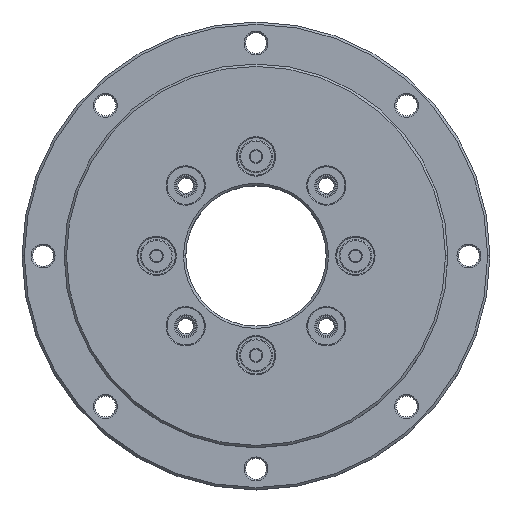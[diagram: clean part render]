
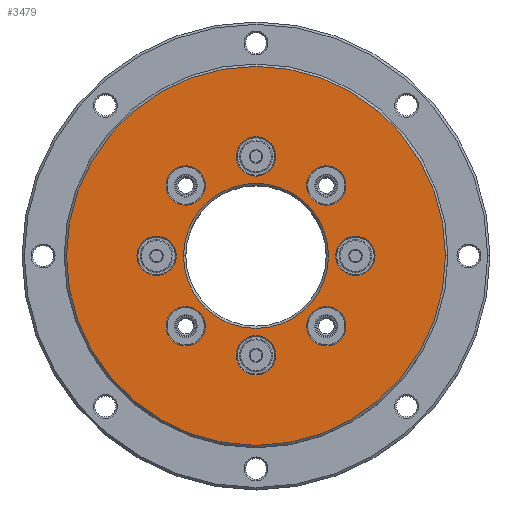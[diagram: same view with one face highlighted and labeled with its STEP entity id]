
A CAD part, top view. The second image highlights one B-rep face of the part: STEP entity #3479.
In plain terms, the highlighted planar face has unit normal (0, 0, 1).
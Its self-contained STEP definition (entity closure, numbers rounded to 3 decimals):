
#1581=VERTEX_POINT('',#4511);
#1595=EDGE_CURVE('',#2381,#3937,#4527,.T.);
#1749=EDGE_CURVE('',#3925,#2877,#4700,.T.);
#1799=VERTEX_POINT('',#4756);
#1931=VERTEX_POINT('',#4908);
#1953=EDGE_CURVE('',#3937,#2381,#4934,.T.);
#2069=EDGE_CURVE('',#3577,#2339,#5063,.T.);
#2131=VERTEX_POINT('',#5131);
#2143=VERTEX_POINT('',#5143);
#2211=EDGE_CURVE('',#1581,#3587,#5219,.T.);
#2259=VERTEX_POINT('',#5275);
#2265=EDGE_CURVE('',#2259,#1799,#5281,.T.);
#2309=EDGE_CURVE('',#3835,#3185,#5332,.T.);
#2339=VERTEX_POINT('',#5363);
#2381=VERTEX_POINT('',#5419);
#2437=VERTEX_POINT('',#5483);
#2535=EDGE_CURVE('',#2339,#3577,#5596,.T.);
#2645=EDGE_CURVE('',#1931,#3373,#5719,.T.);
#2877=VERTEX_POINT('',#5990);
#2893=VERTEX_POINT('',#6007);
#2959=EDGE_CURVE('',#3373,#1931,#6078,.T.);
#2989=EDGE_CURVE('',#3371,#2143,#6110,.T.);
#3023=VERTEX_POINT('',#6148);
#3185=VERTEX_POINT('',#6330);
#3209=EDGE_CURVE('',#2131,#3023,#6356,.T.);
#3287=EDGE_CURVE('',#2877,#3925,#6443,.T.);
#3343=EDGE_CURVE('',#2893,#2437,#6509,.T.);
#3371=VERTEX_POINT('',#6542);
#3373=VERTEX_POINT('',#6544);
#3425=EDGE_CURVE('',#3185,#3835,#6604,.T.);
#3479=ADVANCED_FACE('',(#6664,#6665,#6666,#6667,#6668,#6669,#6670,#6671,#6672,#6673),#6674,.T.);
#3577=VERTEX_POINT('',#6782);
#3587=VERTEX_POINT('',#6792);
#3589=EDGE_CURVE('',#2143,#3371,#6794,.T.);
#3639=EDGE_CURVE('',#3587,#1581,#6850,.T.);
#3835=VERTEX_POINT('',#7079);
#3925=VERTEX_POINT('',#7183);
#3937=VERTEX_POINT('',#7196);
#4061=EDGE_CURVE('',#2437,#2893,#7332,.T.);
#4245=EDGE_CURVE('',#3023,#2131,#7543,.T.);
#4351=EDGE_CURVE('',#1799,#2259,#7658,.T.);
#4511=CARTESIAN_POINT('',(-4.2,-21.25,14.5));
#4527=CIRCLE('',#7861,4.2);
#4700=CIRCLE('',#8088,4.2);
#4756=CARTESIAN_POINT('',(-21.25,-4.2,14.5));
#4908=CARTESIAN_POINT('',(-17.996,12.056,14.5));
#4934=CIRCLE('',#8427,4.2);
#5063=CIRCLE('',#8594,4.2);
#5131=CARTESIAN_POINT('',(17.996,12.056,14.5));
#5143=CARTESIAN_POINT('',(-15.5,0.,14.5));
#5219=CIRCLE('',#8802,4.2);
#5275=CARTESIAN_POINT('',(-21.25,4.2,14.5));
#5281=CIRCLE('',#8890,4.2);
#5332=CIRCLE('',#8952,4.2);
#5363=CARTESIAN_POINT('',(17.996,-12.056,14.5));
#5419=CARTESIAN_POINT('',(21.25,4.2,14.5));
#5483=CARTESIAN_POINT('',(-40.5,0.,14.5));
#5596=CIRCLE('',#9318,4.2);
#5719=CIRCLE('',#9492,4.2);
#5990=CARTESIAN_POINT('',(-4.2,21.25,14.5));
#6007=CARTESIAN_POINT('',(40.5,0.0,14.5));
#6078=CIRCLE('',#9959,4.2);
#6110=CIRCLE('',#10005,15.5);
#6148=CARTESIAN_POINT('',(12.056,17.996,14.5));
#6330=CARTESIAN_POINT('',(-12.056,-17.996,14.5));
#6356=CIRCLE('',#10358,4.2);
#6443=CIRCLE('',#10464,4.2);
#6509=CIRCLE('',#10555,40.5);
#6542=CARTESIAN_POINT('',(15.5,0.0,14.5));
#6544=CARTESIAN_POINT('',(-12.056,17.996,14.5));
#6604=CIRCLE('',#10696,4.2);
#6664=FACE_BOUND('',#10774,.T.);
#6665=FACE_BOUND('',#10775,.T.);
#6666=FACE_BOUND('',#10776,.T.);
#6667=FACE_BOUND('',#10777,.T.);
#6668=FACE_BOUND('',#10778,.T.);
#6669=FACE_BOUND('',#10779,.T.);
#6670=FACE_BOUND('',#10780,.T.);
#6671=FACE_BOUND('',#10781,.T.);
#6672=FACE_OUTER_BOUND('',#10782,.T.);
#6673=FACE_BOUND('',#10783,.T.);
#6674=PLANE('',#10784);
#6782=CARTESIAN_POINT('',(12.056,-17.996,14.5));
#6792=CARTESIAN_POINT('',(4.2,-21.25,14.5));
#6794=CIRCLE('',#10949,15.5);
#6850=CIRCLE('',#11026,4.2);
#7079=CARTESIAN_POINT('',(-17.996,-12.056,14.5));
#7183=CARTESIAN_POINT('',(4.2,21.25,14.5));
#7196=CARTESIAN_POINT('',(21.25,-4.2,14.5));
#7332=CIRCLE('',#11687,40.5);
#7543=CIRCLE('',#11988,4.2);
#7658=CIRCLE('',#12161,4.2);
#7861=AXIS2_PLACEMENT_3D('',#12330,#12331,#12332);
#8088=AXIS2_PLACEMENT_3D('',#12550,#12551,#12552);
#8427=AXIS2_PLACEMENT_3D('',#12874,#12875,#12876);
#8594=AXIS2_PLACEMENT_3D('',#13019,#13020,#13021);
#8802=AXIS2_PLACEMENT_3D('',#13202,#13203,#13204);
#8890=AXIS2_PLACEMENT_3D('',#13286,#13287,#13288);
#8952=AXIS2_PLACEMENT_3D('',#13365,#13366,#13367);
#9318=AXIS2_PLACEMENT_3D('',#13688,#13689,#13690);
#9492=AXIS2_PLACEMENT_3D('',#13840,#13841,#13842);
#9959=AXIS2_PLACEMENT_3D('',#14315,#14316,#14317);
#10005=AXIS2_PLACEMENT_3D('',#14353,#14354,#14355);
#10358=AXIS2_PLACEMENT_3D('',#14676,#14677,#14678);
#10464=AXIS2_PLACEMENT_3D('',#14783,#14784,#14785);
#10555=AXIS2_PLACEMENT_3D('',#14867,#14868,#14869);
#10696=AXIS2_PLACEMENT_3D('',#14993,#14994,#14995);
#10774=EDGE_LOOP('',(#15071,#15072));
#10775=EDGE_LOOP('',(#15073,#15074));
#10776=EDGE_LOOP('',(#15075,#15076));
#10777=EDGE_LOOP('',(#15077,#15078));
#10778=EDGE_LOOP('',(#15079,#15080));
#10779=EDGE_LOOP('',(#15081,#15082));
#10780=EDGE_LOOP('',(#15083,#15084));
#10781=EDGE_LOOP('',(#15085,#15086));
#10782=EDGE_LOOP('',(#15087,#15088));
#10783=EDGE_LOOP('',(#15089,#15090));
#10784=AXIS2_PLACEMENT_3D('',#15091,#15092,#15093);
#10949=AXIS2_PLACEMENT_3D('',#15228,#15229,#15230);
#11026=AXIS2_PLACEMENT_3D('',#15299,#15300,#15301);
#11687=AXIS2_PLACEMENT_3D('',#15872,#15873,#15874);
#11988=AXIS2_PLACEMENT_3D('',#16168,#16169,#16170);
#12161=AXIS2_PLACEMENT_3D('',#16298,#16299,#16300);
#12330=CARTESIAN_POINT('',(21.25,0.0,14.5));
#12331=DIRECTION('',(-0.0,-0.0,-1.0));
#12332=DIRECTION('',(0.0,-1.0,0.0));
#12550=CARTESIAN_POINT('',(0.0,21.25,14.5));
#12551=DIRECTION('',(0.0,0.0,-1.0));
#12552=DIRECTION('',(1.0,0.0,0.0));
#12874=CARTESIAN_POINT('',(21.25,0.0,14.5));
#12875=DIRECTION('',(-0.0,-0.0,-1.0));
#12876=DIRECTION('',(0.0,-1.0,0.0));
#13019=CARTESIAN_POINT('',(15.026,-15.026,14.5));
#13020=DIRECTION('',(-0.0,0.0,-1.0));
#13021=DIRECTION('',(-0.707,-0.707,0.0));
#13202=CARTESIAN_POINT('',(0.0,-21.25,14.5));
#13203=DIRECTION('',(-0.0,0.0,-1.0));
#13204=DIRECTION('',(-1.0,0.0,0.0));
#13286=CARTESIAN_POINT('',(-21.25,0.0,14.5));
#13287=DIRECTION('',(0.0,0.0,-1.0));
#13288=DIRECTION('',(0.0,1.0,0.0));
#13365=CARTESIAN_POINT('',(-15.026,-15.026,14.5));
#13366=DIRECTION('',(-0.0,0.0,-1.0));
#13367=DIRECTION('',(-0.707,0.707,0.0));
#13688=CARTESIAN_POINT('',(15.026,-15.026,14.5));
#13689=DIRECTION('',(-0.0,0.0,-1.0));
#13690=DIRECTION('',(-0.707,-0.707,0.0));
#13840=CARTESIAN_POINT('',(-15.026,15.026,14.5));
#13841=DIRECTION('',(0.0,0.0,-1.0));
#13842=DIRECTION('',(0.707,0.707,0.0));
#14315=CARTESIAN_POINT('',(-15.026,15.026,14.5));
#14316=DIRECTION('',(0.0,0.0,-1.0));
#14317=DIRECTION('',(0.707,0.707,0.0));
#14353=CARTESIAN_POINT('',(0.0,0.0,14.5));
#14354=DIRECTION('',(0.0,0.0,-1.0));
#14355=DIRECTION('',(1.0,0.0,0.0));
#14676=CARTESIAN_POINT('',(15.026,15.026,14.5));
#14677=DIRECTION('',(0.0,-0.0,-1.0));
#14678=DIRECTION('',(0.707,-0.707,0.0));
#14783=CARTESIAN_POINT('',(0.0,21.25,14.5));
#14784=DIRECTION('',(0.0,0.0,-1.0));
#14785=DIRECTION('',(1.0,0.0,0.0));
#14867=CARTESIAN_POINT('',(0.0,0.0,14.5));
#14868=DIRECTION('',(0.0,0.0,-1.0));
#14869=DIRECTION('',(1.0,0.0,0.0));
#14993=CARTESIAN_POINT('',(-15.026,-15.026,14.5));
#14994=DIRECTION('',(-0.0,0.0,-1.0));
#14995=DIRECTION('',(-0.707,0.707,0.0));
#15071=ORIENTED_EDGE('',*,*,#3209,.T.);
#15072=ORIENTED_EDGE('',*,*,#4245,.T.);
#15073=ORIENTED_EDGE('',*,*,#2069,.T.);
#15074=ORIENTED_EDGE('',*,*,#2535,.T.);
#15075=ORIENTED_EDGE('',*,*,#2309,.T.);
#15076=ORIENTED_EDGE('',*,*,#3425,.T.);
#15077=ORIENTED_EDGE('',*,*,#2959,.T.);
#15078=ORIENTED_EDGE('',*,*,#2645,.T.);
#15079=ORIENTED_EDGE('',*,*,#1953,.T.);
#15080=ORIENTED_EDGE('',*,*,#1595,.T.);
#15081=ORIENTED_EDGE('',*,*,#2211,.T.);
#15082=ORIENTED_EDGE('',*,*,#3639,.T.);
#15083=ORIENTED_EDGE('',*,*,#2265,.T.);
#15084=ORIENTED_EDGE('',*,*,#4351,.T.);
#15085=ORIENTED_EDGE('',*,*,#1749,.T.);
#15086=ORIENTED_EDGE('',*,*,#3287,.T.);
#15087=ORIENTED_EDGE('',*,*,#3343,.F.);
#15088=ORIENTED_EDGE('',*,*,#4061,.F.);
#15089=ORIENTED_EDGE('',*,*,#2989,.T.);
#15090=ORIENTED_EDGE('',*,*,#3589,.T.);
#15091=CARTESIAN_POINT('',(28.0,0.0,14.5));
#15092=DIRECTION('',(0.0,0.0,1.0));
#15093=DIRECTION('',(-1.0,0.0,0.0));
#15228=CARTESIAN_POINT('',(0.0,0.0,14.5));
#15229=DIRECTION('',(0.0,0.0,-1.0));
#15230=DIRECTION('',(1.0,0.0,0.0));
#15299=CARTESIAN_POINT('',(0.0,-21.25,14.5));
#15300=DIRECTION('',(-0.0,0.0,-1.0));
#15301=DIRECTION('',(-1.0,0.0,0.0));
#15872=CARTESIAN_POINT('',(0.0,0.0,14.5));
#15873=DIRECTION('',(0.0,0.0,-1.0));
#15874=DIRECTION('',(1.0,0.0,0.0));
#16168=CARTESIAN_POINT('',(15.026,15.026,14.5));
#16169=DIRECTION('',(0.0,-0.0,-1.0));
#16170=DIRECTION('',(0.707,-0.707,0.0));
#16298=CARTESIAN_POINT('',(-21.25,0.0,14.5));
#16299=DIRECTION('',(0.0,0.0,-1.0));
#16300=DIRECTION('',(0.0,1.0,0.0));
